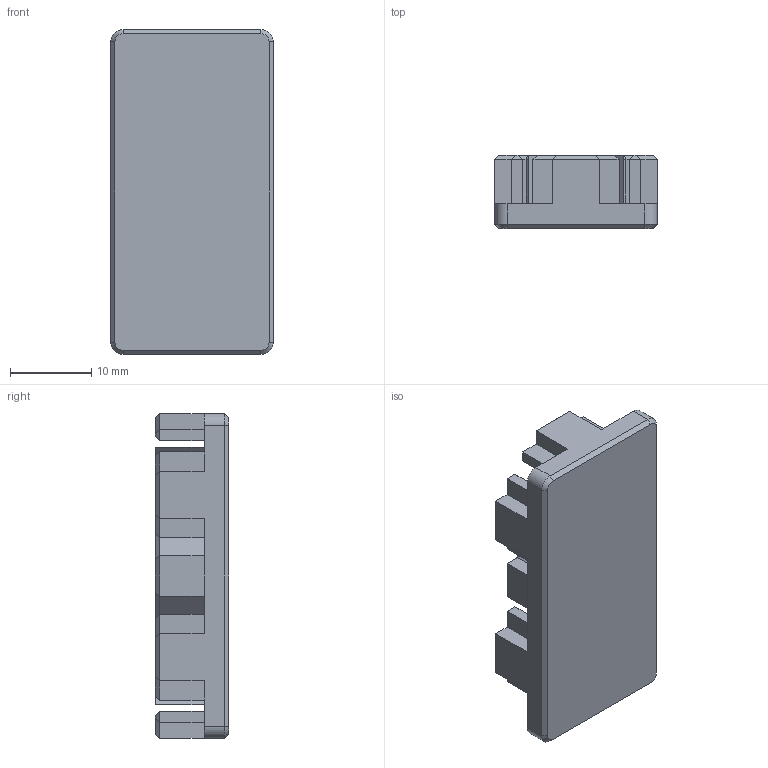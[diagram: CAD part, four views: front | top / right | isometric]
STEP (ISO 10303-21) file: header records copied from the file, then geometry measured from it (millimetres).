
FILE_DESCRIPTION(/* description */ (''),/* implementation_level */ '2;1');
FILE_NAME(/* name */ '2040V-EC 20x40 V-Slot end cap v4.step',/* time_stamp */ '2025-07-02T16:10:08+02:00',/* author */ (''),/* organization */ (''),/* preprocessor_version */ 'ST-DEVELOPER v20.1',/* originating_system */ 'Autodesk Translation Framework v14.10.0.0',/* authorisation */ '');
FILE_SCHEMA (('AUTOMOTIVE_DESIGN { 1 0 10303 214 3 1 1 }'));
Length unit declared in the file: millimetre
Products named in the file (1): 2040V-EC 20x40 V-Slot end cap
Bounding box: 20 x 9 x 40 mm (x, y, z)
Volume: 4606.3 mm3; surface area: 3874.5 mm2
Topology: 1 solids, 1 shells, 207 faces, 499 edges, 302 vertices
Faces by surface type: plane 199, cone 4, cylinder 4
Entity records: 5902 total; most frequent: ORIENTED_EDGE 1022, CARTESIAN_POINT 1021, DIRECTION 939, EDGE_CURVE 511, LINE 499, VECTOR 499, VERTEX_POINT 302, AXIS2_PLACEMENT_3D 220
